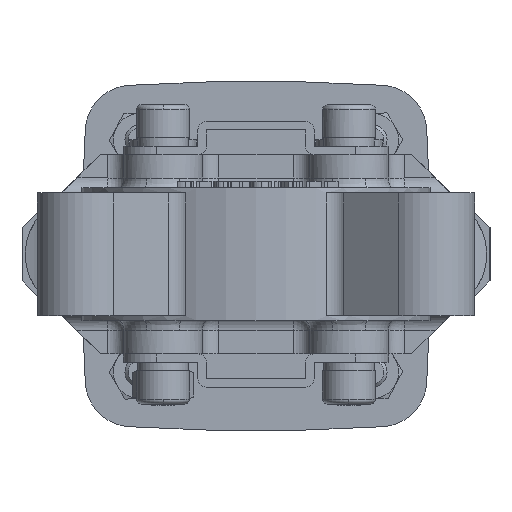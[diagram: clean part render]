
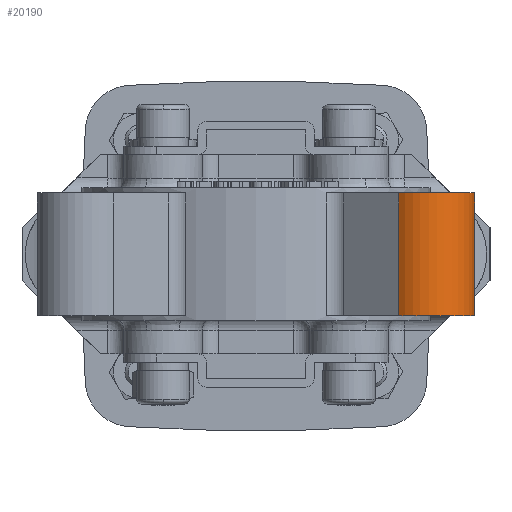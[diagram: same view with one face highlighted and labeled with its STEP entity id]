
A CAD part, front view. The second image highlights one B-rep face of the part: STEP entity #20190.
In plain terms, the highlighted cylindrical face has radius 14 mm (diameter 28 mm), a partial arc.
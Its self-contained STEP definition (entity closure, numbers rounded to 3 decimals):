
#615=CYLINDRICAL_SURFACE('',#21468,14.);
#1178=CIRCLE('',#21469,14.);
#1179=CIRCLE('',#21470,14.);
#2838=FACE_OUTER_BOUND('',#4111,.T.);
#4111=EDGE_LOOP('',(#13643,#13644,#13645,#13646));
#5645=LINE('',#31514,#6896);
#5646=LINE('',#31517,#6897);
#6896=VECTOR('',#24159,37.);
#6897=VECTOR('',#24162,37.);
#8260=VERTEX_POINT('',#31510);
#8261=VERTEX_POINT('',#31511);
#8262=VERTEX_POINT('',#31513);
#8263=VERTEX_POINT('',#31515);
#10302=EDGE_CURVE('',#8260,#8261,#1178,.F.);
#10303=EDGE_CURVE('',#8260,#8262,#5645,.T.);
#10304=EDGE_CURVE('',#8263,#8262,#1179,.T.);
#10305=EDGE_CURVE('',#8263,#8261,#5646,.T.);
#13643=ORIENTED_EDGE('',*,*,#10302,.F.);
#13644=ORIENTED_EDGE('',*,*,#10303,.T.);
#13645=ORIENTED_EDGE('',*,*,#10304,.F.);
#13646=ORIENTED_EDGE('',*,*,#10305,.T.);
#20190=ADVANCED_FACE('',(#2838),#615,.T.);
#21468=AXIS2_PLACEMENT_3D('',#31509,#24155,#24156);
#21469=AXIS2_PLACEMENT_3D('',#31512,#24157,#24158);
#21470=AXIS2_PLACEMENT_3D('',#31516,#24160,#24161);
#24155=DIRECTION('center_axis',(0.,0.,
-1.));
#24156=DIRECTION('ref_axis',(0.,1.,0.));
#24157=DIRECTION('center_axis',(0.,0.,
-1.));
#24158=DIRECTION('ref_axis',(0.,1.,0.));
#24159=DIRECTION('',(0.,0.,-1.));
#24160=DIRECTION('center_axis',(0.,0.,
-1.));
#24161=DIRECTION('ref_axis',(0.,1.,0.));
#24162=DIRECTION('',(0.,0.,1.));
#31509=CARTESIAN_POINT('Origin',(51.972,-255.799,18.5));
#31510=CARTESIAN_POINT('',(42.973,-266.524,18.5));
#31511=CARTESIAN_POINT('',(62.697,-246.8,18.5));
#31512=CARTESIAN_POINT('Origin',(51.972,-255.799,18.5));
#31513=CARTESIAN_POINT('',(42.973,-266.524,-18.5));
#31514=CARTESIAN_POINT('',(42.973,-266.524,18.5));
#31515=CARTESIAN_POINT('',(62.697,-246.8,-18.5));
#31516=CARTESIAN_POINT('Origin',(51.972,-255.799,-18.5));
#31517=CARTESIAN_POINT('',(62.697,-246.8,-18.5));
